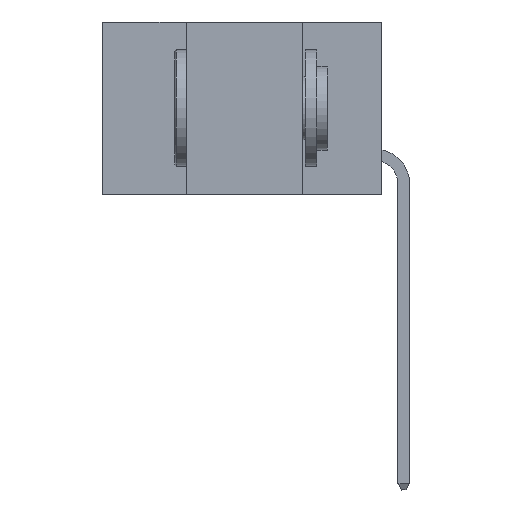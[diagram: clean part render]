
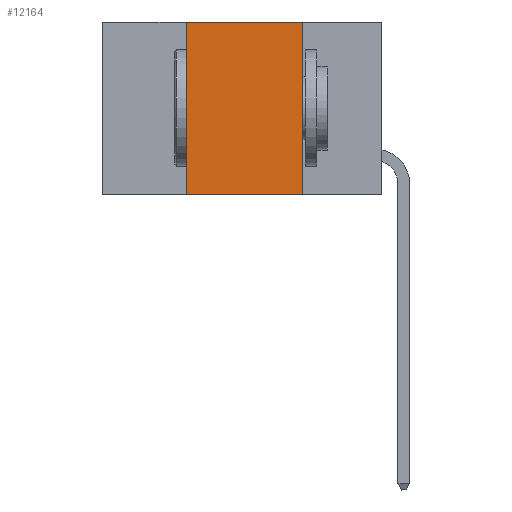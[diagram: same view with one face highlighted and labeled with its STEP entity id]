
A CAD part, left-side view. The second image highlights one B-rep face of the part: STEP entity #12164.
In plain terms, the highlighted planar face has unit normal (-1, 0, 0).
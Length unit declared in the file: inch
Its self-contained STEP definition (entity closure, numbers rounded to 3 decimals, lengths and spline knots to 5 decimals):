
#270 = VERTEX_POINT ( 'NONE', #3430 ) ;
#1879 = LINE ( 'NONE', #7917, #16723 ) ;
#2323 = EDGE_CURVE ( 'NONE', #270, #7833, #16189, .T. ) ;
#2515 = DIRECTION ( 'NONE',  ( 0., 0., -1. ) ) ;
#2590 = EDGE_CURVE ( 'NONE', #16749, #12169, #2920, .T. ) ;
#2602 = VECTOR ( 'NONE', #9747, 39.37008 ) ;
#2818 = CARTESIAN_POINT ( 'NONE',  ( 0., 0.17, 0. ) ) ;
#2920 = LINE ( 'NONE', #15184, #12053 ) ;
#2959 = PLANE ( 'NONE',  #15271 ) ;
#3430 = CARTESIAN_POINT ( 'NONE',  ( 0., 0.42, -0.37 ) ) ;
#3685 = DIRECTION ( 'NONE',  ( 0., -1., 0. ) ) ;
#4301 = DIRECTION ( 'NONE',  ( 0., 0., -1. ) ) ;
#6262 = LINE ( 'NONE', #9705, #2602 ) ;
#7589 = CARTESIAN_POINT ( 'NONE',  ( 0., 0.42, 0. ) ) ;
#7833 = VERTEX_POINT ( 'NONE', #18858 ) ;
#7862 = FACE_OUTER_BOUND ( 'NONE', #12356, .T. ) ;
#7917 = CARTESIAN_POINT ( 'NONE',  ( 0., 0.6, 0. ) ) ;
#9217 = EDGE_CURVE ( 'NONE', #270, #12169, #6262, .T. ) ;
#9705 = CARTESIAN_POINT ( 'NONE',  ( 0., 0.6, -0.37 ) ) ;
#9734 = EDGE_CURVE ( 'NONE', #7833, #16749, #1879, .T. ) ;
#9747 = DIRECTION ( 'NONE',  ( 0., -1., 0. ) ) ;
#10337 = DIRECTION ( 'NONE',  ( 1., 0., 0. ) ) ;
#11745 = ORIENTED_EDGE ( 'NONE', *, *, #2590, .F. ) ;
#11920 = DIRECTION ( 'NONE',  ( 0., 0., 1. ) ) ;
#12053 = VECTOR ( 'NONE', #2515, 39.37008 ) ;
#12164 = ADVANCED_FACE ( 'NONE', ( #7862 ), #2959, .F. ) ;
#12169 = VERTEX_POINT ( 'NONE', #16184 ) ;
#12356 = EDGE_LOOP ( 'NONE', ( #11745, #13271, #17999, #17002 ) ) ;
#13186 = CARTESIAN_POINT ( 'NONE',  ( 0., 0.6, 0. ) ) ;
#13271 = ORIENTED_EDGE ( 'NONE', *, *, #9734, .F. ) ;
#15184 = CARTESIAN_POINT ( 'NONE',  ( 0., 0.17, 0. ) ) ;
#15271 = AXIS2_PLACEMENT_3D ( 'NONE', #13186, #10337, #4301 ) ;
#16184 = CARTESIAN_POINT ( 'NONE',  ( 0., 0.17, -0.37 ) ) ;
#16189 = LINE ( 'NONE', #7589, #17551 ) ;
#16723 = VECTOR ( 'NONE', #3685, 39.37008 ) ;
#16749 = VERTEX_POINT ( 'NONE', #2818 ) ;
#17002 = ORIENTED_EDGE ( 'NONE', *, *, #9217, .T. ) ;
#17551 = VECTOR ( 'NONE', #11920, 39.37008 ) ;
#17999 = ORIENTED_EDGE ( 'NONE', *, *, #2323, .F. ) ;
#18858 = CARTESIAN_POINT ( 'NONE',  ( 0., 0.42, 0. ) ) ;
